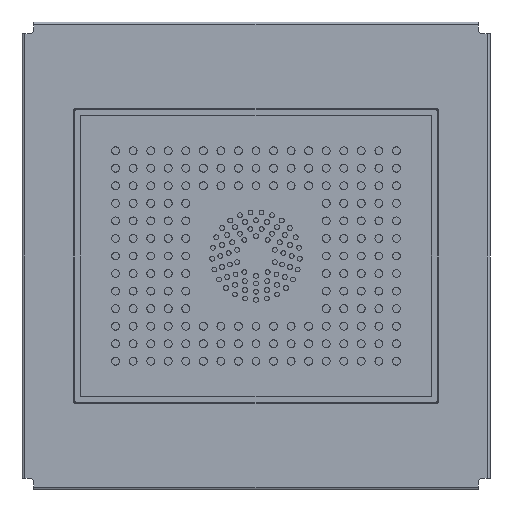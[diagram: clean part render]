
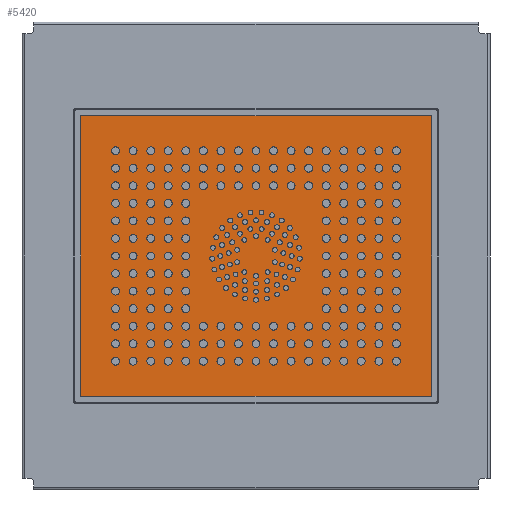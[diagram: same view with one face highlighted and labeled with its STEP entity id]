
A CAD part, front view. The second image highlights one B-rep face of the part: STEP entity #5420.
In plain terms, the highlighted planar face has unit normal (0, -1, 0).
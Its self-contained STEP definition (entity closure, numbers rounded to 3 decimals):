
#1233 = EDGE_CURVE ( 'NONE', #8606, #8098, #6929, .T. ) ;
#1371 = VECTOR ( 'NONE', #2317, 1000. ) ;
#1397 = DIRECTION ( 'NONE',  ( 0., 0., 1. ) ) ;
#1403 = VECTOR ( 'NONE', #6110, 1000. ) ;
#2317 = DIRECTION ( 'NONE',  ( 1., 0., 0. ) ) ;
#4709 = CARTESIAN_POINT ( 'NONE',  ( -149.729, 0., -120. ) ) ;
#5420 = ADVANCED_FACE ( 'NONE', ( #8919 ), #5810, .F. ) ;
#5810 = PLANE ( 'NONE',  #13063 ) ;
#6110 = DIRECTION ( 'NONE',  ( -1., 0., 0. ) ) ;
#6359 = CARTESIAN_POINT ( 'NONE',  ( -149.729, 0., 119.729 ) ) ;
#6929 = LINE ( 'NONE', #17284, #13260 ) ;
#7471 = DIRECTION ( 'NONE',  ( 0., 0., 1. ) ) ;
#7492 = CARTESIAN_POINT ( 'NONE',  ( -150., 0., 119.729 ) ) ;
#8098 = VERTEX_POINT ( 'NONE', #19703 ) ;
#8100 = LINE ( 'NONE', #11296, #1403 ) ;
#8122 = EDGE_CURVE ( 'NONE', #18241, #17348, #11328, .T. ) ;
#8537 = EDGE_CURVE ( 'NONE', #8098, #18241, #8100, .T. ) ;
#8606 = VERTEX_POINT ( 'NONE', #17824 ) ;
#8919 = FACE_OUTER_BOUND ( 'NONE', #19624, .T. ) ;
#9126 = CARTESIAN_POINT ( 'NONE',  ( 0., 0., 0. ) ) ;
#11296 = CARTESIAN_POINT ( 'NONE',  ( -150., 0., -119.729 ) ) ;
#11328 = LINE ( 'NONE', #4709, #13376 ) ;
#12472 = ORIENTED_EDGE ( 'NONE', *, *, #17045, .F. ) ;
#12551 = DIRECTION ( 'NONE',  ( 0., 1., 0. ) ) ;
#13063 = AXIS2_PLACEMENT_3D ( 'NONE', #9126, #12551, #7471 ) ;
#13260 = VECTOR ( 'NONE', #18628, 1000. ) ;
#13376 = VECTOR ( 'NONE', #1397, 1000. ) ;
#15548 = LINE ( 'NONE', #7492, #1371 ) ;
#17045 = EDGE_CURVE ( 'NONE', #17348, #8606, #15548, .T. ) ;
#17284 = CARTESIAN_POINT ( 'NONE',  ( 149.729, 0., -120. ) ) ;
#17348 = VERTEX_POINT ( 'NONE', #6359 ) ;
#17824 = CARTESIAN_POINT ( 'NONE',  ( 149.729, 0., 119.729 ) ) ;
#18241 = VERTEX_POINT ( 'NONE', #18443 ) ;
#18292 = ORIENTED_EDGE ( 'NONE', *, *, #8122, .F. ) ;
#18443 = CARTESIAN_POINT ( 'NONE',  ( -149.729, 0., -119.729 ) ) ;
#18628 = DIRECTION ( 'NONE',  ( 0., 0., -1. ) ) ;
#18953 = ORIENTED_EDGE ( 'NONE', *, *, #8537, .F. ) ;
#19565 = ORIENTED_EDGE ( 'NONE', *, *, #1233, .F. ) ;
#19624 = EDGE_LOOP ( 'NONE', ( #18292, #18953, #19565, #12472 ) ) ;
#19703 = CARTESIAN_POINT ( 'NONE',  ( 149.729, 0., -119.729 ) ) ;
